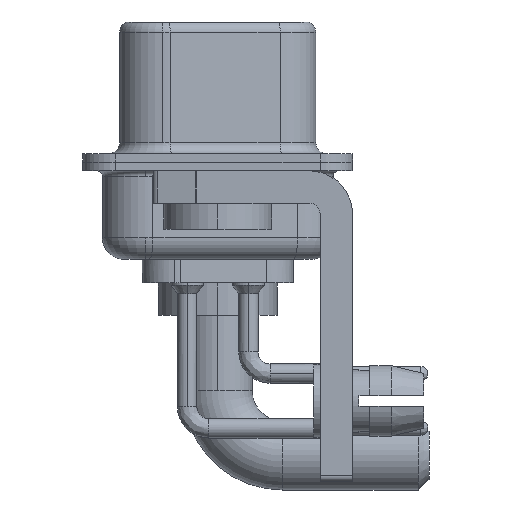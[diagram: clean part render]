
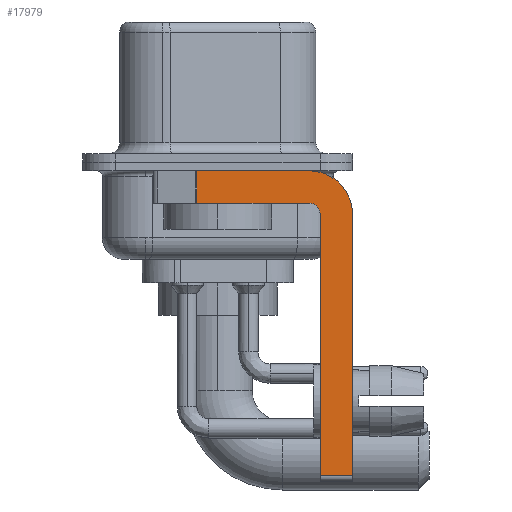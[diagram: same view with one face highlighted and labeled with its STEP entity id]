
A CAD part, left-side view. The second image highlights one B-rep face of the part: STEP entity #17979.
In plain terms, the highlighted planar face has unit normal (-1, 0, 0).
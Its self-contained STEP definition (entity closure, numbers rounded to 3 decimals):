
#99 = EDGE_CURVE ( 'NONE', #1311, #3283, #12843, .T. ) ;
#405 = LINE ( 'NONE', #9779, #5343 ) ;
#626 = VERTEX_POINT ( 'NONE', #18960 ) ;
#1136 = DIRECTION ( 'NONE',  ( 0., 0., -1. ) ) ;
#1150 = DIRECTION ( 'NONE',  ( 0., 0., -1. ) ) ;
#1311 = VERTEX_POINT ( 'NONE', #7296 ) ;
#2000 = VERTEX_POINT ( 'NONE', #2438 ) ;
#2258 = DIRECTION ( 'NONE',  ( 0., 0., -1. ) ) ;
#2438 = CARTESIAN_POINT ( 'NONE',  ( -2.9, -4.25, -1.9 ) ) ;
#2657 = LINE ( 'NONE', #8875, #15002 ) ;
#2779 = DIRECTION ( 'NONE',  ( 0., -1., 0. ) ) ;
#3020 = FACE_OUTER_BOUND ( 'NONE', #3257, .T. ) ;
#3257 = EDGE_LOOP ( 'NONE', ( #17648, #19647, #8129, #13595, #17188, #3411, #20840, #18792 ) ) ;
#3283 = VERTEX_POINT ( 'NONE', #16204 ) ;
#3289 = CARTESIAN_POINT ( 'NONE',  ( -2.9, -4.75, -14.8 ) ) ;
#3411 = ORIENTED_EDGE ( 'NONE', *, *, #11061, .T. ) ;
#3671 = LINE ( 'NONE', #3289, #8198 ) ;
#3872 = VECTOR ( 'NONE', #10678, 1000. ) ;
#4098 = CARTESIAN_POINT ( 'NONE',  ( -2.9, -4.25, -2.4 ) ) ;
#4353 = DIRECTION ( 'NONE',  ( 1., 0., 0. ) ) ;
#5343 = VECTOR ( 'NONE', #13564, 1000. ) ;
#5499 = EDGE_CURVE ( 'NONE', #15512, #7033, #3671, .T. ) ;
#5502 = CARTESIAN_POINT ( 'NONE',  ( -2.9, 0.978, -0.4 ) ) ;
#5639 = DIRECTION ( 'NONE',  ( 0., 0., 1. ) ) ;
#6774 = CARTESIAN_POINT ( 'NONE',  ( -2.9, -4.25, -1.9 ) ) ;
#6855 = LINE ( 'NONE', #18075, #21197 ) ;
#7033 = VERTEX_POINT ( 'NONE', #10731 ) ;
#7296 = CARTESIAN_POINT ( 'NONE',  ( -2.9, -4.25, -0.4 ) ) ;
#7835 = VECTOR ( 'NONE', #2258, 1000. ) ;
#8129 = ORIENTED_EDGE ( 'NONE', *, *, #17390, .F. ) ;
#8198 = VECTOR ( 'NONE', #18706, 1000. ) ;
#8875 = CARTESIAN_POINT ( 'NONE',  ( -2.9, 3., -0.4 ) ) ;
#9319 = CARTESIAN_POINT ( 'NONE',  ( -2.9, -4.25, -2.4 ) ) ;
#9779 = CARTESIAN_POINT ( 'NONE',  ( -2.9, -4.25, -14.55 ) ) ;
#9938 = DIRECTION ( 'NONE',  ( 0., 0., -1. ) ) ;
#10678 = DIRECTION ( 'NONE',  ( 0., 1., 0. ) ) ;
#10731 = CARTESIAN_POINT ( 'NONE',  ( -2.9, -4.75, -2.4 ) ) ;
#10745 = PLANE ( 'NONE',  #17226 ) ;
#11061 = EDGE_CURVE ( 'NONE', #15512, #626, #405, .T. ) ;
#11227 = EDGE_CURVE ( 'NONE', #12435, #1311, #2657, .T. ) ;
#12435 = VERTEX_POINT ( 'NONE', #5502 ) ;
#12779 = CARTESIAN_POINT ( 'NONE',  ( -2.9, 0.978, -1.9 ) ) ;
#12843 = CIRCLE ( 'NONE', #19288, 2. ) ;
#12976 = EDGE_CURVE ( 'NONE', #3283, #626, #13902, .T. ) ;
#13098 = CIRCLE ( 'NONE', #16705, 0.5 ) ;
#13479 = DIRECTION ( 'NONE',  ( -1., 0., 0. ) ) ;
#13564 = DIRECTION ( 'NONE',  ( 0., -1., 0. ) ) ;
#13595 = ORIENTED_EDGE ( 'NONE', *, *, #15187, .F. ) ;
#13902 = LINE ( 'NONE', #21465, #7835 ) ;
#15002 = VECTOR ( 'NONE', #2779, 1000. ) ;
#15187 = EDGE_CURVE ( 'NONE', #7033, #2000, #13098, .T. ) ;
#15512 = VERTEX_POINT ( 'NONE', #24274 ) ;
#15863 = VERTEX_POINT ( 'NONE', #12779 ) ;
#15939 = EDGE_CURVE ( 'NONE', #12435, #15863, #6855, .T. ) ;
#16123 = LINE ( 'NONE', #6774, #3872 ) ;
#16180 = CARTESIAN_POINT ( 'NONE',  ( -2.9, -4.25, -2.4 ) ) ;
#16204 = CARTESIAN_POINT ( 'NONE',  ( -2.9, -6.25, -2.4 ) ) ;
#16677 = DIRECTION ( 'NONE',  ( 1., 0., 0. ) ) ;
#16705 = AXIS2_PLACEMENT_3D ( 'NONE', #9319, #13479, #5639 ) ;
#17188 = ORIENTED_EDGE ( 'NONE', *, *, #5499, .F. ) ;
#17226 = AXIS2_PLACEMENT_3D ( 'NONE', #16180, #16677, #1136 ) ;
#17390 = EDGE_CURVE ( 'NONE', #2000, #15863, #16123, .T. ) ;
#17648 = ORIENTED_EDGE ( 'NONE', *, *, #11227, .F. ) ;
#17979 = ADVANCED_FACE ( 'NONE', ( #3020 ), #10745, .F. ) ;
#18075 = CARTESIAN_POINT ( 'NONE',  ( -2.9, 0.978, -1.9 ) ) ;
#18706 = DIRECTION ( 'NONE',  ( 0., 0., 1. ) ) ;
#18792 = ORIENTED_EDGE ( 'NONE', *, *, #99, .F. ) ;
#18960 = CARTESIAN_POINT ( 'NONE',  ( -2.9, -6.25, -14.55 ) ) ;
#19288 = AXIS2_PLACEMENT_3D ( 'NONE', #4098, #4353, #9938 ) ;
#19647 = ORIENTED_EDGE ( 'NONE', *, *, #15939, .T. ) ;
#20840 = ORIENTED_EDGE ( 'NONE', *, *, #12976, .F. ) ;
#21197 = VECTOR ( 'NONE', #1150, 1000. ) ;
#21465 = CARTESIAN_POINT ( 'NONE',  ( -2.9, -6.25, -2.4 ) ) ;
#24274 = CARTESIAN_POINT ( 'NONE',  ( -2.9, -4.75, -14.55 ) ) ;
